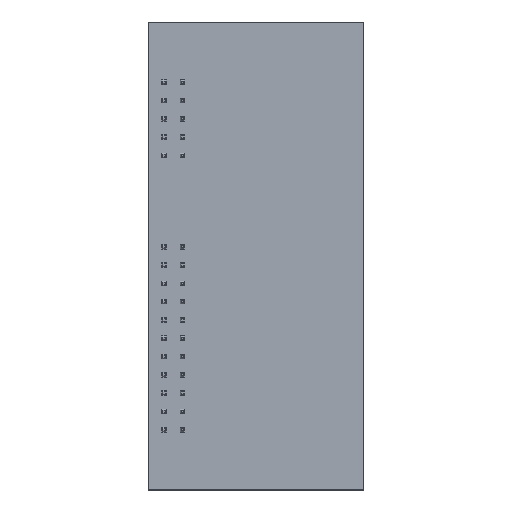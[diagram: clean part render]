
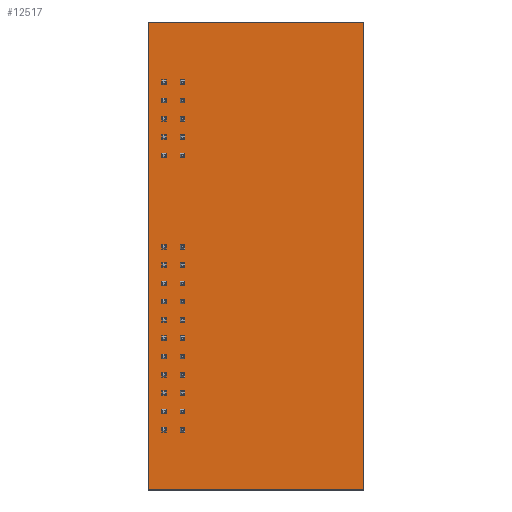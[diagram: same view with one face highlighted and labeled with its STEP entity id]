
A CAD part, top view. The second image highlights one B-rep face of the part: STEP entity #12517.
In plain terms, the highlighted planar face has unit normal (0, 0, 1).
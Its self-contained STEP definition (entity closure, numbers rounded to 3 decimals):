
#776=FACE_OUTER_BOUND('',#1526,.T.);
#1526=EDGE_LOOP('',(#10456,#10457,#10458,#10459));
#3110=LINE('',#19448,#4702);
#3113=LINE('',#19454,#4705);
#3116=LINE('',#19460,#4708);
#3119=LINE('',#19464,#4711);
#4702=VECTOR('',#16186,10.);
#4705=VECTOR('',#16191,10.);
#4708=VECTOR('',#16196,10.);
#4711=VECTOR('',#16201,10.);
#5682=VERTEX_POINT('',#19445);
#5683=VERTEX_POINT('',#19447);
#5685=VERTEX_POINT('',#19453);
#5687=VERTEX_POINT('',#19459);
#7270=EDGE_CURVE('',#5683,#5682,#3110,.T.);
#7273=EDGE_CURVE('',#5685,#5683,#3113,.T.);
#7276=EDGE_CURVE('',#5687,#5685,#3116,.T.);
#7279=EDGE_CURVE('',#5682,#5687,#3119,.T.);
#10456=ORIENTED_EDGE('',*,*,#7279,.T.);
#10457=ORIENTED_EDGE('',*,*,#7276,.T.);
#10458=ORIENTED_EDGE('',*,*,#7273,.T.);
#10459=ORIENTED_EDGE('',*,*,#7270,.T.);
#11148=PLANE('',#13232);
#12517=ADVANCED_FACE('',(#776),#11148,.T.);
#13232=AXIS2_PLACEMENT_3D('',#19465,#16202,#16203);
#16186=DIRECTION('',(0.,-1.,0.));
#16191=DIRECTION('',(-1.,0.,0.));
#16196=DIRECTION('',(0.,1.,0.));
#16201=DIRECTION('',(1.,0.,0.));
#16202=DIRECTION('center_axis',(0.,0.,1.));
#16203=DIRECTION('ref_axis',(1.,0.,0.));
#19445=CARTESIAN_POINT('',(-2.23,-56.63,4.14));
#19447=CARTESIAN_POINT('',(-2.23,8.37,4.14));
#19448=CARTESIAN_POINT('',(-2.23,-56.63,4.14));
#19453=CARTESIAN_POINT('',(27.77,8.37,4.14));
#19454=CARTESIAN_POINT('',(-2.23,8.37,4.14));
#19459=CARTESIAN_POINT('',(27.77,-56.63,4.14));
#19460=CARTESIAN_POINT('',(27.77,8.37,4.14));
#19464=CARTESIAN_POINT('',(27.77,-56.63,4.14));
#19465=CARTESIAN_POINT('Origin',(12.77,-24.13,4.14));
